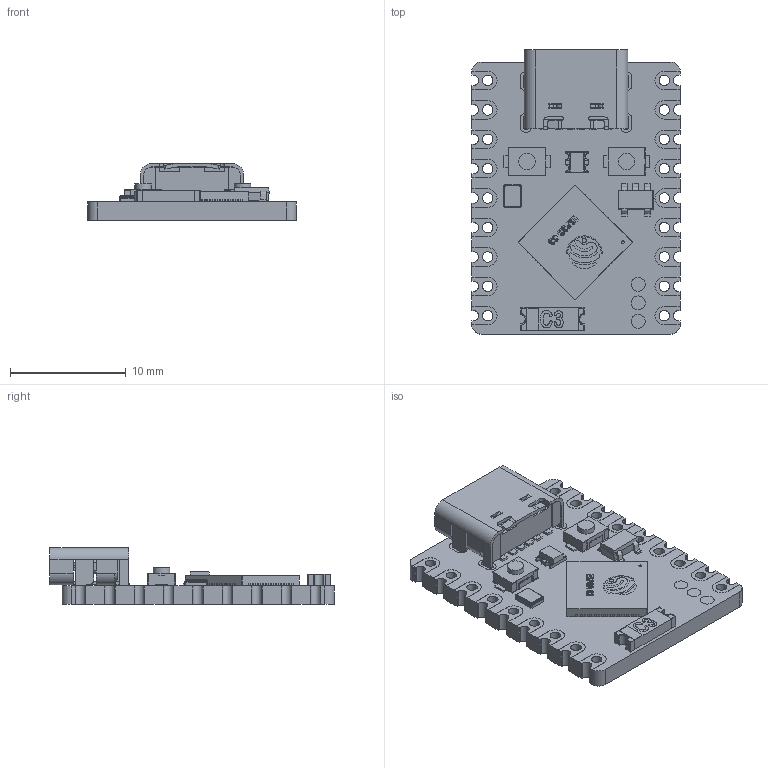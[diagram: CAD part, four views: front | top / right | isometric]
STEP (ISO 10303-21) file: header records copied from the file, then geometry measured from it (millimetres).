
FILE_DESCRIPTION(/* description */ ('STEP AP214'),/* implementation_level */ '2;1');
FILE_NAME(/* name */ 'ESP32-S3_Zero.step',/* time_stamp */ '2025-12-16T10:42:25-10:00',/* author */ (''),/* organization */ (''),/* preprocessor_version */ 'ST-DEVELOPER v20.1',/* originating_system */ 'Autodesk Translation Framework v14.21.0.0',/* authorisation */ '');
FILE_SCHEMA (('AUTOMOTIVE_DESIGN { 1 0 10303 214 3 1 1 }'));
Products named in the file (1): RP2040-ZERO-WAVESHARE without headers
Bounding box: 18 x 24.55 x 4.92 mm (x, y, z)
Volume: 824.6 mm3; surface area: 1860.4 mm2
Topology: 31 solids, 71 shells, 2021 faces, 5481 edges, 3633 vertices
Faces by surface type: plane 1488, cylinder 352, bspline 163, torus 16, cone 2
Full cylindrical faces by diameter (mm): 0.25 x1, 0.376 x1, 0.9 x18, 1.2 x11, 1.422 x2
Entity records: 70218 total; most frequent: CARTESIAN_POINT 18719, ORIENTED_EDGE 10962, DIRECTION 9583, EDGE_CURVE 5481, LINE 4381, VECTOR 4381, VERTEX_POINT 3633, AXIS2_PLACEMENT_3D 2601
